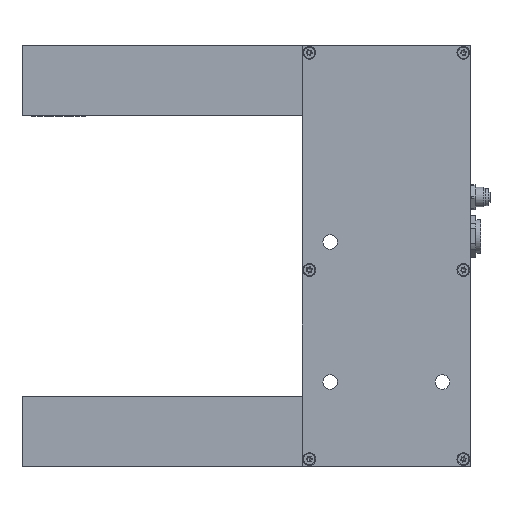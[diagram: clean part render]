
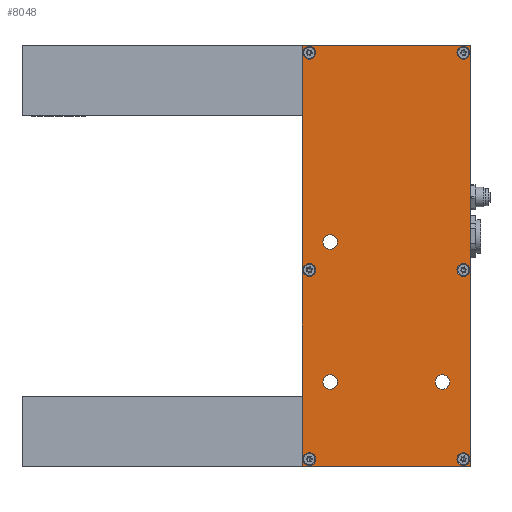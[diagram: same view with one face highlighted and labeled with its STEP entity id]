
A CAD part, top view. The second image highlights one B-rep face of the part: STEP entity #8048.
In plain terms, the highlighted planar face has unit normal (0, 0, 1).
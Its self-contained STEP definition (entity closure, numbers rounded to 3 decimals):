
#527=LINE('',#12470,#959);
#528=LINE('',#12532,#960);
#532=LINE('',#12540,#964);
#535=LINE('',#12546,#967);
#538=LINE('',#12551,#970);
#539=LINE('',#12552,#971);
#959=VECTOR('',#9857,100.);
#960=VECTOR('',#9932,150.);
#964=VECTOR('',#9938,60.);
#967=VECTOR('',#9943,60.);
#970=VECTOR('',#9948,25.);
#971=VECTOR('',#9949,25.);
#1536=PLANE('',#8684);
#1757=FACE_BOUND('',#2772,.T.);
#1758=FACE_BOUND('',#2773,.T.);
#1759=FACE_BOUND('',#2774,.T.);
#1760=FACE_BOUND('',#2775,.T.);
#1761=FACE_BOUND('',#2776,.T.);
#1762=FACE_BOUND('',#2777,.T.);
#1763=FACE_BOUND('',#2778,.T.);
#1764=FACE_BOUND('',#2779,.T.);
#1765=FACE_BOUND('',#2780,.T.);
#2218=FACE_OUTER_BOUND('',#2771,.T.);
#2771=EDGE_LOOP('',(#6051,#6052,#6053,#6054,#6055,#6056));
#2772=EDGE_LOOP('',(#6057));
#2773=EDGE_LOOP('',(#6058));
#2774=EDGE_LOOP('',(#6059));
#2775=EDGE_LOOP('',(#6060));
#2776=EDGE_LOOP('',(#6061));
#2777=EDGE_LOOP('',(#6062));
#2778=EDGE_LOOP('',(#6063));
#2779=EDGE_LOOP('',(#6064));
#2780=EDGE_LOOP('',(#6065));
#3393=CIRCLE('',#8647,2.6);
#3395=CIRCLE('',#8650,2.6);
#3397=CIRCLE('',#8653,2.6);
#3398=CIRCLE('',#8655,2.3);
#3401=CIRCLE('',#8660,2.3);
#3404=CIRCLE('',#8665,2.3);
#3405=CIRCLE('',#8667,2.3);
#3408=CIRCLE('',#8672,2.3);
#3411=CIRCLE('',#8677,2.3);
#3896=VERTEX_POINT('',#12464);
#3898=VERTEX_POINT('',#12468);
#3900=VERTEX_POINT('',#12474);
#3902=VERTEX_POINT('',#12479);
#3904=VERTEX_POINT('',#12484);
#3905=VERTEX_POINT('',#12487);
#3908=VERTEX_POINT('',#12495);
#3911=VERTEX_POINT('',#12503);
#3912=VERTEX_POINT('',#12506);
#3915=VERTEX_POINT('',#12514);
#3918=VERTEX_POINT('',#12522);
#3921=VERTEX_POINT('',#12530);
#3922=VERTEX_POINT('',#12531);
#3925=VERTEX_POINT('',#12539);
#3927=VERTEX_POINT('',#12545);
#4746=EDGE_CURVE('',#3898,#3896,#527,.T.);
#4748=EDGE_CURVE('',#3900,#3900,#3393,.T.);
#4750=EDGE_CURVE('',#3902,#3902,#3395,.T.);
#4752=EDGE_CURVE('',#3904,#3904,#3397,.T.);
#4753=EDGE_CURVE('',#3905,#3905,#3398,.T.);
#4756=EDGE_CURVE('',#3908,#3908,#3401,.T.);
#4759=EDGE_CURVE('',#3911,#3911,#3404,.T.);
#4760=EDGE_CURVE('',#3912,#3912,#3405,.T.);
#4763=EDGE_CURVE('',#3915,#3915,#3408,.T.);
#4766=EDGE_CURVE('',#3918,#3918,#3411,.T.);
#4769=EDGE_CURVE('',#3921,#3922,#528,.T.);
#4773=EDGE_CURVE('',#3922,#3925,#532,.T.);
#4776=EDGE_CURVE('',#3927,#3921,#535,.T.);
#4779=EDGE_CURVE('',#3896,#3927,#538,.T.);
#4780=EDGE_CURVE('',#3925,#3898,#539,.T.);
#6051=ORIENTED_EDGE('',*,*,#4769,.F.);
#6052=ORIENTED_EDGE('',*,*,#4776,.F.);
#6053=ORIENTED_EDGE('',*,*,#4779,.F.);
#6054=ORIENTED_EDGE('',*,*,#4746,.F.);
#6055=ORIENTED_EDGE('',*,*,#4780,.F.);
#6056=ORIENTED_EDGE('',*,*,#4773,.F.);
#6057=ORIENTED_EDGE('',*,*,#4748,.T.);
#6058=ORIENTED_EDGE('',*,*,#4750,.T.);
#6059=ORIENTED_EDGE('',*,*,#4752,.T.);
#6060=ORIENTED_EDGE('',*,*,#4753,.T.);
#6061=ORIENTED_EDGE('',*,*,#4756,.T.);
#6062=ORIENTED_EDGE('',*,*,#4759,.T.);
#6063=ORIENTED_EDGE('',*,*,#4760,.T.);
#6064=ORIENTED_EDGE('',*,*,#4763,.T.);
#6065=ORIENTED_EDGE('',*,*,#4766,.T.);
#8048=ADVANCED_FACE('',(#2218,#1757,#1758,#1759,#1760,#1761,#1762,#1763,
#1764,#1765),#1536,.T.);
#8647=AXIS2_PLACEMENT_3D('',#12475,#9862,#9863);
#8650=AXIS2_PLACEMENT_3D('',#12480,#9868,#9869);
#8653=AXIS2_PLACEMENT_3D('',#12485,#9874,#9875);
#8655=AXIS2_PLACEMENT_3D('',#12488,#9878,#9879);
#8660=AXIS2_PLACEMENT_3D('',#12496,#9888,#9889);
#8665=AXIS2_PLACEMENT_3D('',#12504,#9898,#9899);
#8667=AXIS2_PLACEMENT_3D('',#12507,#9902,#9903);
#8672=AXIS2_PLACEMENT_3D('',#12515,#9912,#9913);
#8677=AXIS2_PLACEMENT_3D('',#12523,#9922,#9923);
#8684=AXIS2_PLACEMENT_3D('',#12550,#9946,#9947);
#9857=DIRECTION('',(0.,1.,0.));
#9862=DIRECTION('center_axis',(0.,0.,
-1.));
#9863=DIRECTION('ref_axis',(1.,0.,0.));
#9868=DIRECTION('center_axis',(0.,0.,
-1.));
#9869=DIRECTION('ref_axis',(1.,0.,0.));
#9874=DIRECTION('center_axis',(0.,0.,
-1.));
#9875=DIRECTION('ref_axis',(1.,0.,0.));
#9878=DIRECTION('center_axis',(0.,0.,
-1.));
#9879=DIRECTION('ref_axis',(1.,0.,0.));
#9888=DIRECTION('center_axis',(0.,0.,
-1.));
#9889=DIRECTION('ref_axis',(1.,0.,0.));
#9898=DIRECTION('center_axis',(0.,0.,
-1.));
#9899=DIRECTION('ref_axis',(1.,0.,0.));
#9902=DIRECTION('center_axis',(0.,0.,
-1.));
#9903=DIRECTION('ref_axis',(1.,0.,0.));
#9912=DIRECTION('center_axis',(0.,0.,
-1.));
#9913=DIRECTION('ref_axis',(1.,0.,0.));
#9922=DIRECTION('center_axis',(0.,0.,
-1.));
#9923=DIRECTION('ref_axis',(1.,0.,0.));
#9932=DIRECTION('',(0.,-1.,0.));
#9938=DIRECTION('',(-1.,0.,0.));
#9943=DIRECTION('',(1.,0.,0.));
#9946=DIRECTION('center_axis',(0.,0.,
1.));
#9947=DIRECTION('ref_axis',(1.,0.,0.));
#9948=DIRECTION('',(0.,1.,0.));
#9949=DIRECTION('',(0.,1.,0.));
#12464=CARTESIAN_POINT('',(20.,50.,24.));
#12468=CARTESIAN_POINT('',(20.,-50.,24.));
#12470=CARTESIAN_POINT('',(20.,-75.,24.));
#12474=CARTESIAN_POINT('',(72.6,-45.,24.));
#12475=CARTESIAN_POINT('Origin',(70.,-45.,24.));
#12479=CARTESIAN_POINT('',(32.6,-45.,24.));
#12480=CARTESIAN_POINT('Origin',(30.,-45.,24.));
#12484=CARTESIAN_POINT('',(32.6,5.,24.));
#12485=CARTESIAN_POINT('Origin',(30.,5.,24.));
#12487=CARTESIAN_POINT('',(24.8,-72.5,24.));
#12488=CARTESIAN_POINT('Origin',(22.5,-72.5,24.));
#12495=CARTESIAN_POINT('',(79.8,-5.,24.));
#12496=CARTESIAN_POINT('Origin',(77.5,-5.,24.));
#12503=CARTESIAN_POINT('',(24.8,72.5,24.));
#12504=CARTESIAN_POINT('Origin',(22.5,72.5,24.));
#12506=CARTESIAN_POINT('',(79.8,72.5,24.));
#12507=CARTESIAN_POINT('Origin',(77.5,72.5,24.));
#12514=CARTESIAN_POINT('',(24.8,-5.,24.));
#12515=CARTESIAN_POINT('Origin',(22.5,-5.,24.));
#12522=CARTESIAN_POINT('',(79.8,-72.5,24.));
#12523=CARTESIAN_POINT('Origin',(77.5,-72.5,24.));
#12530=CARTESIAN_POINT('',(80.,75.,24.));
#12531=CARTESIAN_POINT('',(80.,-75.,24.));
#12532=CARTESIAN_POINT('',(80.,75.,24.));
#12539=CARTESIAN_POINT('',(20.,-75.,24.));
#12540=CARTESIAN_POINT('',(80.,-75.,24.));
#12545=CARTESIAN_POINT('',(20.,75.,24.));
#12546=CARTESIAN_POINT('',(20.,75.,24.));
#12550=CARTESIAN_POINT('Origin',(50.,0.,24.));
#12551=CARTESIAN_POINT('',(20.,37.5,24.));
#12552=CARTESIAN_POINT('',(20.,37.5,24.));
